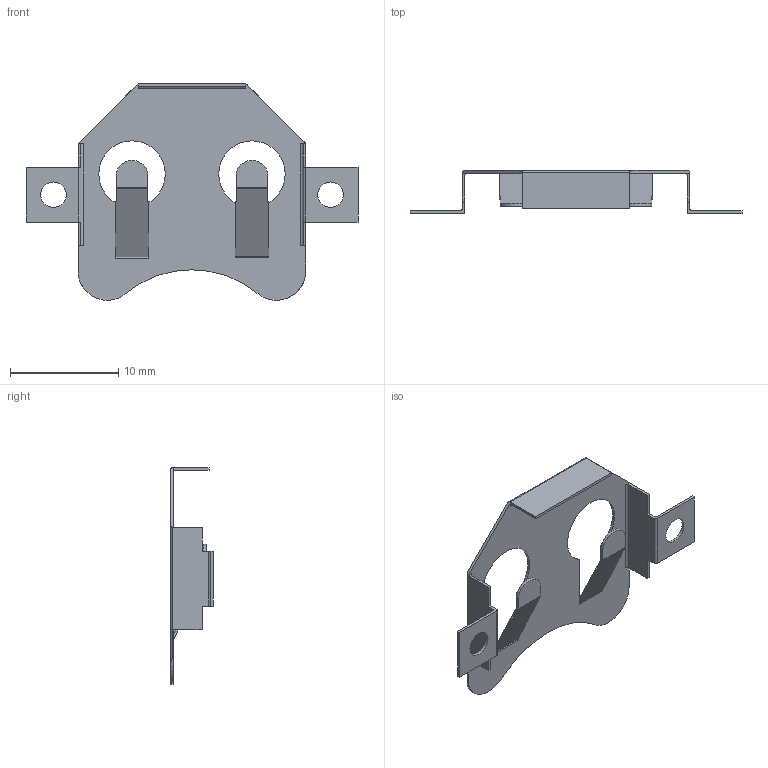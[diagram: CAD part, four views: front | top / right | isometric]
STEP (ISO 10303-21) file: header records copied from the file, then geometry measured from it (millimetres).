
FILE_DESCRIPTION (( 'STEP AP214' ), '1' );
FILE_NAME ('EE0DA400-30BE-41B6-B87E-DA950DC1FA13.STEP', '2024-11-25T05:21:40', ( '' ), ( '' ), 'SwSTEP 2.0', 'SolidWorks 2022', '' );
FILE_SCHEMA (( 'AUTOMOTIVE_DESIGN' ));
Length unit declared in the file: millimetre
Products named in the file (1): EE0DA400-30BE-41B6-B87E-DA950DC1FA13
Bounding box: 30.73 x 3.96 x 20.05 mm (x, y, z)
Volume: 116.1 mm3; surface area: 977.2 mm2
Topology: 1 solids, 1 shells, 164 faces, 413 edges, 252 vertices
Faces by surface type: plane 132, cylinder 32
Entity records: 4851 total; most frequent: CARTESIAN_POINT 870, ORIENTED_EDGE 826, DIRECTION 797, EDGE_CURVE 413, LINE 347, VECTOR 347, VERTEX_POINT 252, AXIS2_PLACEMENT_3D 225
